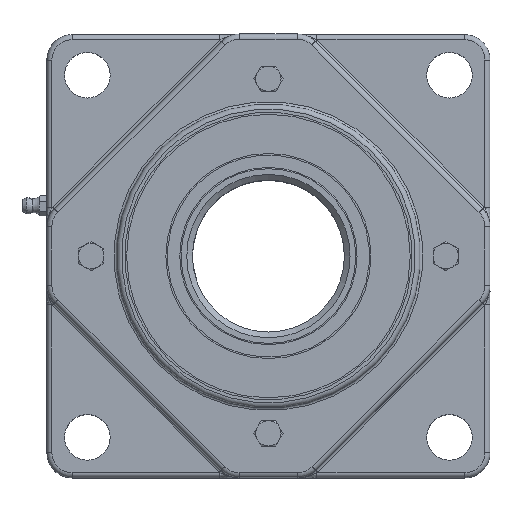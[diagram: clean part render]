
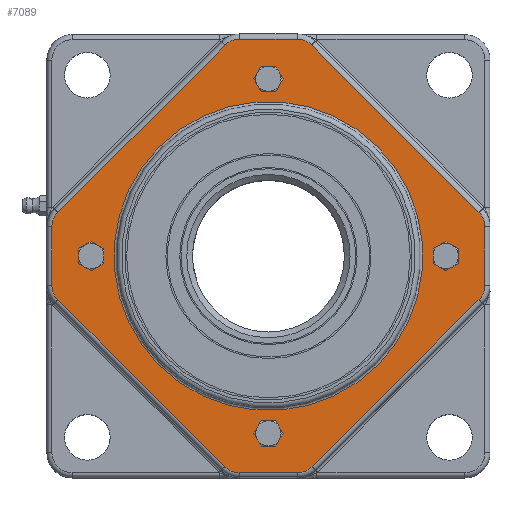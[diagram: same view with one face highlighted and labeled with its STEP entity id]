
A CAD part, top view. The second image highlights one B-rep face of the part: STEP entity #7089.
In plain terms, the highlighted planar face has unit normal (0, 0, 1).
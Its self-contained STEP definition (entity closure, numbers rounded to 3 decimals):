
#188=LINE($,#11187,#541);
#189=LINE($,#11195,#542);
#190=LINE($,#11203,#543);
#191=LINE($,#11211,#544);
#192=LINE($,#11219,#545);
#193=LINE($,#11227,#546);
#194=LINE($,#11235,#547);
#195=LINE($,#11243,#548);
#541=VECTOR($,#8852,93.486);
#542=VECTOR($,#8863,23.191);
#543=VECTOR($,#8874,93.203);
#544=VECTOR($,#8885,23.191);
#545=VECTOR($,#8896,93.203);
#546=VECTOR($,#8907,23.191);
#547=VECTOR($,#8918,93.486);
#548=VECTOR($,#8929,22.791);
#1016=PLANE($,#7689);
#1336=FACE_BOUND($,#2083,.T.);
#1337=FACE_BOUND($,#2084,.T.);
#1338=FACE_BOUND($,#2085,.T.);
#1339=FACE_BOUND($,#2086,.T.);
#1340=FACE_BOUND($,#2087,.T.);
#1341=FACE_BOUND($,#2088,.T.);
#2083=EDGE_LOOP($,(#5028));
#2084=EDGE_LOOP($,(#5029));
#2085=EDGE_LOOP($,(#5030));
#2086=EDGE_LOOP($,(#5031));
#2087=EDGE_LOOP($,(#5032,#5033,#5034,#5035,#5036,#5037,#5038,#5039,#5040,
#5041,#5042,#5043,#5044,#5045,#5046,#5047));
#2088=EDGE_LOOP($,(#5048));
#2610=CIRCLE($,#7541,4.35);
#2618=CIRCLE($,#7564,4.35);
#2667=CIRCLE($,#7648,8.);
#2670=CIRCLE($,#7653,8.);
#2673=CIRCLE($,#7658,8.);
#2676=CIRCLE($,#7663,8.);
#2679=CIRCLE($,#7668,8.);
#2682=CIRCLE($,#7673,8.);
#2685=CIRCLE($,#7678,8.);
#2687=CIRCLE($,#7682,8.);
#2692=CIRCLE($,#7690,4.35);
#2693=CIRCLE($,#7691,4.35);
#2694=CIRCLE($,#7692,61.);
#3064=VERTEX_POINT($,#10699);
#3084=VERTEX_POINT($,#10790);
#3207=VERTEX_POINT($,#11183);
#3208=VERTEX_POINT($,#11185);
#3209=VERTEX_POINT($,#11189);
#3210=VERTEX_POINT($,#11193);
#3211=VERTEX_POINT($,#11197);
#3212=VERTEX_POINT($,#11201);
#3213=VERTEX_POINT($,#11205);
#3214=VERTEX_POINT($,#11209);
#3215=VERTEX_POINT($,#11213);
#3216=VERTEX_POINT($,#11217);
#3217=VERTEX_POINT($,#11221);
#3218=VERTEX_POINT($,#11225);
#3219=VERTEX_POINT($,#11229);
#3220=VERTEX_POINT($,#11233);
#3221=VERTEX_POINT($,#11237);
#3222=VERTEX_POINT($,#11241);
#3227=VERTEX_POINT($,#11257);
#3228=VERTEX_POINT($,#11259);
#3229=VERTEX_POINT($,#11261);
#3717=EDGE_CURVE($,#3064,#3064,#2610,.T.);
#3749=EDGE_CURVE($,#3084,#3084,#2618,.T.);
#3899=EDGE_CURVE($,#3208,#3207,#188,.T.);
#3901=EDGE_CURVE($,#3209,#3208,#2667,.T.);
#3903=EDGE_CURVE($,#3210,#3209,#189,.T.);
#3905=EDGE_CURVE($,#3211,#3210,#2670,.T.);
#3907=EDGE_CURVE($,#3212,#3211,#190,.T.);
#3909=EDGE_CURVE($,#3213,#3212,#2673,.T.);
#3911=EDGE_CURVE($,#3214,#3213,#191,.T.);
#3913=EDGE_CURVE($,#3215,#3214,#2676,.T.);
#3915=EDGE_CURVE($,#3216,#3215,#192,.T.);
#3917=EDGE_CURVE($,#3217,#3216,#2679,.T.);
#3919=EDGE_CURVE($,#3218,#3217,#193,.T.);
#3921=EDGE_CURVE($,#3219,#3218,#2682,.T.);
#3923=EDGE_CURVE($,#3220,#3219,#194,.T.);
#3925=EDGE_CURVE($,#3221,#3220,#2685,.T.);
#3927=EDGE_CURVE($,#3222,#3221,#195,.T.);
#3928=EDGE_CURVE($,#3207,#3222,#2687,.T.);
#3933=EDGE_CURVE($,#3227,#3227,#2692,.T.);
#3934=EDGE_CURVE($,#3228,#3228,#2693,.T.);
#3935=EDGE_CURVE($,#3229,#3229,#2694,.T.);
#5028=ORIENTED_EDGE($,*,*,#3933,.T.);
#5029=ORIENTED_EDGE($,*,*,#3717,.T.);
#5030=ORIENTED_EDGE($,*,*,#3934,.T.);
#5031=ORIENTED_EDGE($,*,*,#3749,.T.);
#5032=ORIENTED_EDGE($,*,*,#3928,.F.);
#5033=ORIENTED_EDGE($,*,*,#3899,.F.);
#5034=ORIENTED_EDGE($,*,*,#3901,.F.);
#5035=ORIENTED_EDGE($,*,*,#3903,.F.);
#5036=ORIENTED_EDGE($,*,*,#3905,.F.);
#5037=ORIENTED_EDGE($,*,*,#3907,.F.);
#5038=ORIENTED_EDGE($,*,*,#3909,.F.);
#5039=ORIENTED_EDGE($,*,*,#3911,.F.);
#5040=ORIENTED_EDGE($,*,*,#3913,.F.);
#5041=ORIENTED_EDGE($,*,*,#3915,.F.);
#5042=ORIENTED_EDGE($,*,*,#3917,.F.);
#5043=ORIENTED_EDGE($,*,*,#3919,.F.);
#5044=ORIENTED_EDGE($,*,*,#3921,.F.);
#5045=ORIENTED_EDGE($,*,*,#3923,.F.);
#5046=ORIENTED_EDGE($,*,*,#3925,.F.);
#5047=ORIENTED_EDGE($,*,*,#3927,.F.);
#5048=ORIENTED_EDGE($,*,*,#3935,.F.);
#7089=ADVANCED_FACE($,(#1336,#1337,#1338,#1339,#1340,#1341),#1016,.T.);
#7541=AXIS2_PLACEMENT_3D($,#10700,#8541,#8542);
#7564=AXIS2_PLACEMENT_3D($,#10791,#8599,#8600);
#7648=AXIS2_PLACEMENT_3D($,#11191,#8857,#8858);
#7653=AXIS2_PLACEMENT_3D($,#11199,#8868,#8869);
#7658=AXIS2_PLACEMENT_3D($,#11207,#8879,#8880);
#7663=AXIS2_PLACEMENT_3D($,#11215,#8890,#8891);
#7668=AXIS2_PLACEMENT_3D($,#11223,#8901,#8902);
#7673=AXIS2_PLACEMENT_3D($,#11231,#8912,#8913);
#7678=AXIS2_PLACEMENT_3D($,#11239,#8923,#8924);
#7682=AXIS2_PLACEMENT_3D($,#11245,#8932,#8933);
#7689=AXIS2_PLACEMENT_3D($,#11256,#8946,#8947);
#7690=AXIS2_PLACEMENT_3D($,#11258,#8948,#8949);
#7691=AXIS2_PLACEMENT_3D($,#11260,#8950,#8951);
#7692=AXIS2_PLACEMENT_3D($,#11262,#8952,#8953);
#8541=DIRECTION('center_axis',(0.,0.,-1.));
#8542=DIRECTION('ref_axis',(0.,-1.,0.));
#8599=DIRECTION('center_axis',(0.,0.,-1.));
#8600=DIRECTION('ref_axis',(0.,1.,0.));
#8852=DIRECTION($,(0.707,0.707,0.));
#8857=DIRECTION('center_axis',(0.,0.,-1.));
#8858=DIRECTION('ref_axis',(-0.924,0.383,0.));
#8863=DIRECTION($,(0.,1.,0.));
#8868=DIRECTION('center_axis',(0.,0.,-1.));
#8869=DIRECTION('ref_axis',(-0.924,-0.383,0.));
#8874=DIRECTION($,(-0.707,0.707,0.));
#8879=DIRECTION('center_axis',(0.,0.,-1.));
#8880=DIRECTION('ref_axis',(-0.383,-0.924,0.));
#8885=DIRECTION($,(-1.,0.,0.));
#8890=DIRECTION('center_axis',(0.,0.,-1.));
#8891=DIRECTION('ref_axis',(0.383,-0.924,0.));
#8896=DIRECTION($,(-0.707,-0.707,0.));
#8901=DIRECTION('center_axis',(0.,0.,-1.));
#8902=DIRECTION('ref_axis',(0.924,-0.383,0.));
#8907=DIRECTION($,(0.,-1.,0.));
#8912=DIRECTION('center_axis',(0.,0.,-1.));
#8913=DIRECTION('ref_axis',(0.924,0.383,0.));
#8918=DIRECTION($,(0.707,-0.707,0.));
#8923=DIRECTION('center_axis',(0.,0.,-1.));
#8924=DIRECTION('ref_axis',(0.383,0.924,0.));
#8929=DIRECTION($,(1.,0.,0.));
#8932=DIRECTION('center_axis',(0.,0.,-1.));
#8933=DIRECTION('ref_axis',(-0.383,0.924,0.));
#8946=DIRECTION('center_axis',(0.,0.,1.));
#8947=DIRECTION('ref_axis',(0.707,-0.707,0.));
#8948=DIRECTION('center_axis',(0.,0.,-1.));
#8949=DIRECTION('ref_axis',(1.,0.,0.));
#8950=DIRECTION('center_axis',(0.,0.,-1.));
#8951=DIRECTION('ref_axis',(-1.,0.,0.));
#8952=DIRECTION('center_axis',(0.,0.,1.));
#8953=DIRECTION('ref_axis',(-0.707,0.707,0.));
#10699=CARTESIAN_POINT('',(70.,-4.35,46.5));
#10700=CARTESIAN_POINT('Origin',(70.,0.,
46.5));
#10790=CARTESIAN_POINT('',(-70.,4.35,46.5));
#10791=CARTESIAN_POINT('Origin',(-70.,0.,
46.5));
#11183=CARTESIAN_POINT('',(-17.052,83.357,46.5));
#11185=CARTESIAN_POINT('',(-83.157,17.252,46.5));
#11187=CARTESIAN_POINT($,(-24.385,76.024,46.5));
#11189=CARTESIAN_POINT('',(-85.5,11.595,46.5));
#11191=CARTESIAN_POINT('Origin',(-77.5,11.595,46.5));
#11193=CARTESIAN_POINT('',(-85.5,-11.595,46.5));
#11195=CARTESIAN_POINT($,(-85.5,-7.849,46.5));
#11197=CARTESIAN_POINT('',(-83.157,-17.252,46.5));
#11199=CARTESIAN_POINT('Origin',(-77.5,-11.595,46.5));
#11201=CARTESIAN_POINT('',(-17.252,-83.157,46.5));
#11203=CARTESIAN_POINT($,(-76.024,-24.385,46.5));
#11205=CARTESIAN_POINT('',(-11.595,-85.5,46.5));
#11207=CARTESIAN_POINT('Origin',(-11.595,-77.5,46.5));
#11209=CARTESIAN_POINT('',(11.595,-85.5,46.5));
#11211=CARTESIAN_POINT($,(7.869,-85.5,46.5));
#11213=CARTESIAN_POINT('',(17.252,-83.157,46.5));
#11215=CARTESIAN_POINT('Origin',(11.595,-77.5,46.5));
#11217=CARTESIAN_POINT('',(83.157,-17.252,46.5));
#11219=CARTESIAN_POINT($,(24.405,-76.004,46.5));
#11221=CARTESIAN_POINT('',(85.5,-11.595,46.5));
#11223=CARTESIAN_POINT('Origin',(77.5,-11.595,46.5));
#11225=CARTESIAN_POINT('',(85.5,11.595,46.5));
#11227=CARTESIAN_POINT($,(85.5,7.888,46.5));
#11229=CARTESIAN_POINT('',(83.157,17.252,46.5));
#11231=CARTESIAN_POINT('Origin',(77.5,11.595,46.5));
#11233=CARTESIAN_POINT('',(17.052,83.357,46.5));
#11235=CARTESIAN_POINT($,(76.004,24.405,46.5));
#11237=CARTESIAN_POINT('',(11.395,85.7,46.5));
#11239=CARTESIAN_POINT('Origin',(11.395,77.7,46.5));
#11241=CARTESIAN_POINT('',(-11.395,85.7,46.5));
#11243=CARTESIAN_POINT($,(-7.769,85.7,46.5));
#11245=CARTESIAN_POINT('Origin',(-11.395,77.7,46.5));
#11256=CARTESIAN_POINT('Origin',(0.,0.039,
46.5));
#11257=CARTESIAN_POINT('',(4.35,70.,46.5));
#11258=CARTESIAN_POINT('Origin',(0.,70.,46.5));
#11259=CARTESIAN_POINT('',(-4.35,-70.,46.5));
#11260=CARTESIAN_POINT('Origin',(0.,-70.,
46.5));
#11261=CARTESIAN_POINT('',(43.134,-43.134,46.5));
#11262=CARTESIAN_POINT('Origin',(0.,0.,
46.5));
